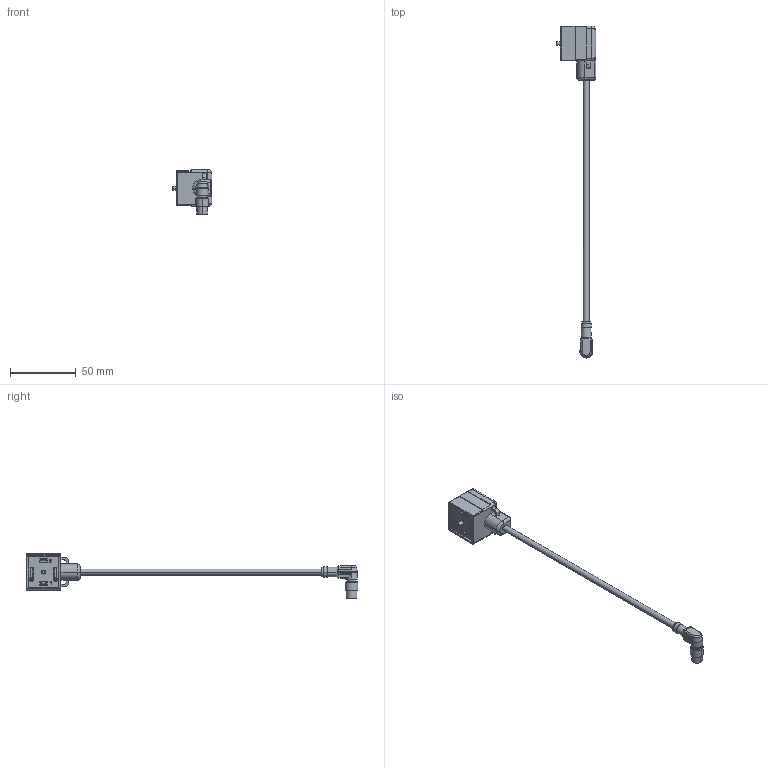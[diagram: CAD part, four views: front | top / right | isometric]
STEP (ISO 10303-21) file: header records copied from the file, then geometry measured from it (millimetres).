
FILE_DESCRIPTION(('CATIA V5 STEP Exchange','CAx-IF Rec.Pracs.--- Model Styling and Organization---1.4--- 2014-01-23'),'2;1');
FILE_NAME ('003794-6_0_1026190150_1026190150.stp','2020-09-02T04:59:51+00:00',('none'),('Weidmueller'),'CATIA Version 5-6 Release 2016 SP3 HF44','CATIA V5 STEP AP214','none');
FILE_SCHEMA(('AUTOMOTIVE_DESIGN { 1 0 10303 214 1 1 1 1 }'));
Length unit declared in the file: millimetre
Products named in the file (1): 1026190150
Bounding box: 30 x 251.9 x 34.35 mm (x, y, z)
Volume: 25946.8 mm3; surface area: 10472.8 mm2
Topology: 10 solids, 10 shells, 472 faces, 1204 edges, 777 vertices
Faces by surface type: plane 283, cylinder 119, cone 24, bspline 20, torus 20, sphere 6
Entity records: 14985 total; most frequent: CARTESIAN_POINT 4248, ORIENTED_EDGE 2392, DIRECTION 1819, EDGE_CURVE 1196, VECTOR 795, LINE 795, VERTEX_POINT 777, AXIS2_PLACEMENT_3D 616
